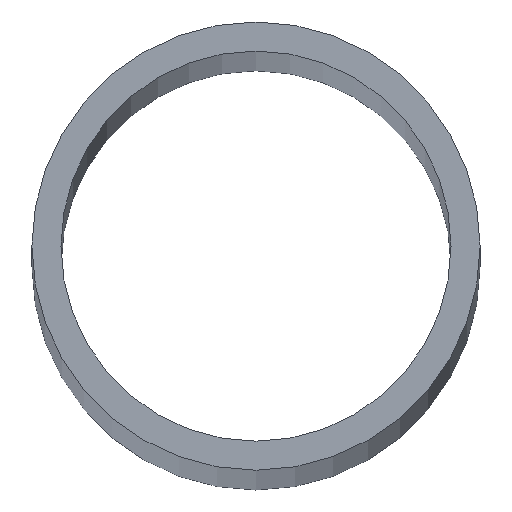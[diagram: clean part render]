
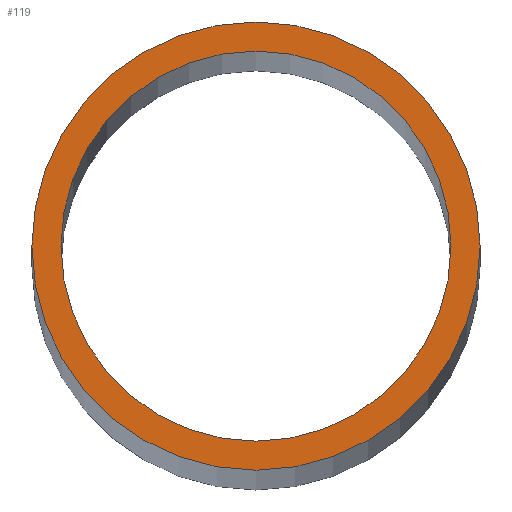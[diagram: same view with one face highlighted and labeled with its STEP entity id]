
A CAD part, top view. The second image highlights one B-rep face of the part: STEP entity #119.
In plain terms, the highlighted planar face has unit normal (0, 0, 1).
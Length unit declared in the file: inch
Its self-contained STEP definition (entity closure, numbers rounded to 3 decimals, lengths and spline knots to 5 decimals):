
#2 = EDGE_CURVE ( 'NONE', #240, #130, #157, .T. ) ;
#12 = FACE_BOUND ( 'NONE', #88, .T. ) ;
#13 = EDGE_CURVE ( 'NONE', #144, #182, #140, .T. ) ;
#15 = ORIENTED_EDGE ( 'NONE', *, *, #164, .F. ) ;
#26 = ORIENTED_EDGE ( 'NONE', *, *, #2, .F. ) ;
#28 = EDGE_LOOP ( 'NONE', ( #153, #235 ) ) ;
#37 = CARTESIAN_POINT ( 'NONE',  ( 0., 0., 30. ) ) ;
#43 = CARTESIAN_POINT ( 'NONE',  ( 0., 0., 30. ) ) ;
#46 = EDGE_CURVE ( 'NONE', #182, #144, #98, .T. ) ;
#59 = DIRECTION ( 'NONE',  ( 1., 0., 0. ) ) ;
#65 = DIRECTION ( 'NONE',  ( 0., 0., 1. ) ) ;
#68 = CARTESIAN_POINT ( 'NONE',  ( 0., 0., 30. ) ) ;
#81 = CARTESIAN_POINT ( 'NONE',  ( -1.1875, 0., 30. ) ) ;
#88 = EDGE_LOOP ( 'NONE', ( #26, #15 ) ) ;
#91 = CARTESIAN_POINT ( 'NONE',  ( 1.0335, 0., 30. ) ) ;
#95 = AXIS2_PLACEMENT_3D ( 'NONE', #239, #188, #218 ) ;
#98 = CIRCLE ( 'NONE', #196, 1.1875 ) ;
#103 = DIRECTION ( 'NONE',  ( 1., 0., 0. ) ) ;
#105 = DIRECTION ( 'NONE',  ( 0., 0., 1. ) ) ;
#115 = CARTESIAN_POINT ( 'NONE',  ( -1.0335, 0., 30. ) ) ;
#119 = ADVANCED_FACE ( 'NONE', ( #244, #12 ), #126, .T. ) ;
#124 = DIRECTION ( 'NONE',  ( 1., 0., 0. ) ) ;
#126 = PLANE ( 'NONE',  #141 ) ;
#127 = DIRECTION ( 'NONE',  ( 0., 0., 1. ) ) ;
#130 = VERTEX_POINT ( 'NONE', #91 ) ;
#140 = CIRCLE ( 'NONE', #95, 1.1875 ) ;
#141 = AXIS2_PLACEMENT_3D ( 'NONE', #222, #127, #189 ) ;
#144 = VERTEX_POINT ( 'NONE', #190 ) ;
#149 = CIRCLE ( 'NONE', #219, 1.0335 ) ;
#153 = ORIENTED_EDGE ( 'NONE', *, *, #46, .T. ) ;
#157 = CIRCLE ( 'NONE', #170, 1.0335 ) ;
#164 = EDGE_CURVE ( 'NONE', #130, #240, #149, .T. ) ;
#170 = AXIS2_PLACEMENT_3D ( 'NONE', #68, #105, #103 ) ;
#182 = VERTEX_POINT ( 'NONE', #81 ) ;
#188 = DIRECTION ( 'NONE',  ( 0., 0., 1. ) ) ;
#189 = DIRECTION ( 'NONE',  ( 1., 0., 0. ) ) ;
#190 = CARTESIAN_POINT ( 'NONE',  ( 1.1875, 0., 30. ) ) ;
#196 = AXIS2_PLACEMENT_3D ( 'NONE', #43, #65, #124 ) ;
#218 = DIRECTION ( 'NONE',  ( 1., 0., 0. ) ) ;
#219 = AXIS2_PLACEMENT_3D ( 'NONE', #37, #230, #59 ) ;
#222 = CARTESIAN_POINT ( 'NONE',  ( 0., 0., 30. ) ) ;
#230 = DIRECTION ( 'NONE',  ( 0., 0., 1. ) ) ;
#235 = ORIENTED_EDGE ( 'NONE', *, *, #13, .T. ) ;
#239 = CARTESIAN_POINT ( 'NONE',  ( 0., 0., 30. ) ) ;
#240 = VERTEX_POINT ( 'NONE', #115 ) ;
#244 = FACE_OUTER_BOUND ( 'NONE', #28, .T. ) ;
